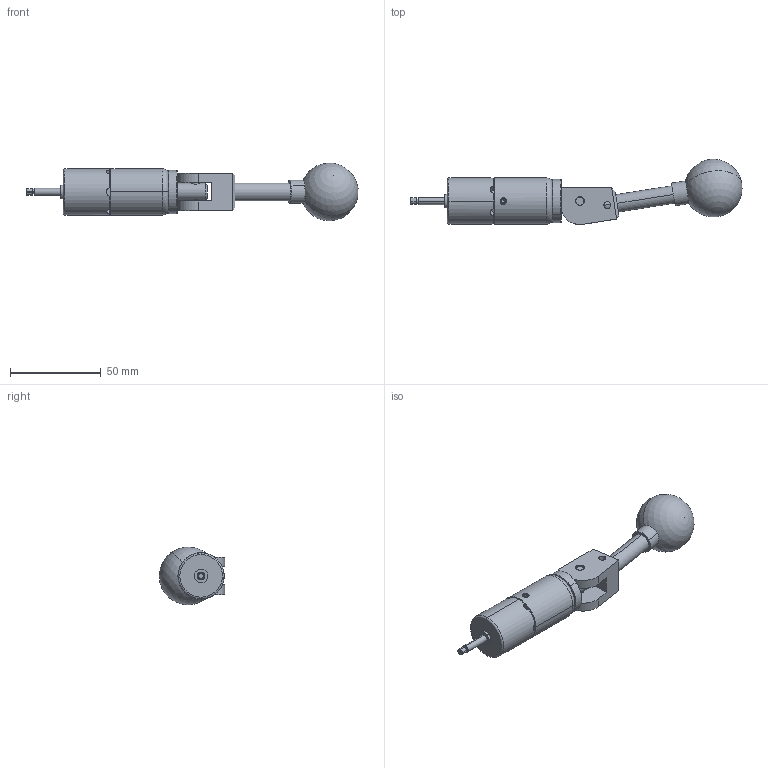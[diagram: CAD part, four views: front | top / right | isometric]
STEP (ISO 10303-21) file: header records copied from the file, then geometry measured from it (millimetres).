
FILE_DESCRIPTION (( 'STEP AP214' ), '1' );
FILE_NAME ('CTSC-003416.STEP', '2025-07-25T19:01:06', ( '' ), ( '' ), 'SwSTEP 2.0', 'SolidWorks 2023', '' );
FILE_SCHEMA (( 'AUTOMOTIVE_DESIGN' ));
Length unit declared in the file: inch
Products named in the file (1): CTSC-003416
Bounding box: 182.56 x 35.92 x 31.66 mm (x, y, z)
Volume: 60167.5 mm3; surface area: 17776.2 mm2
Topology: 7 solids, 7 shells, 229 faces, 569 edges, 358 vertices
Faces by surface type: plane 90, cylinder 88, cone 37, torus 9, bspline 3, sphere 2
Entity records: 10776 total; most frequent: CARTESIAN_POINT 2444, DIRECTION 1131, ORIENTED_EDGE 1120, EDGE_CURVE 560, AXIS2_PLACEMENT_3D 436, VERTEX_POINT 355, LINE 259, VECTOR 259
